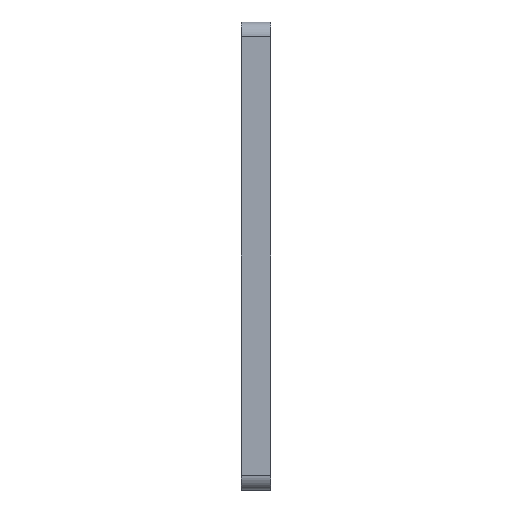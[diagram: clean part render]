
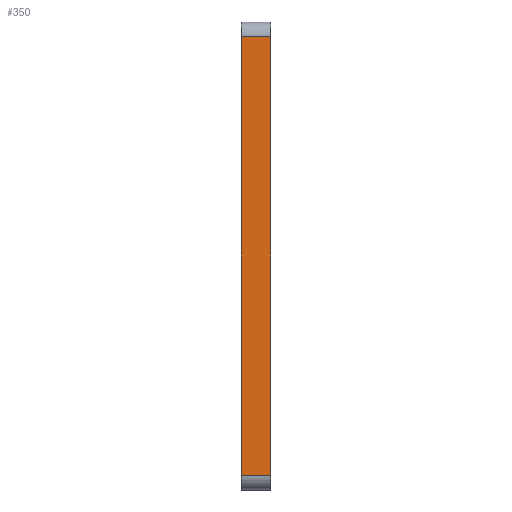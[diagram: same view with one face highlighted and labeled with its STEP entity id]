
A CAD part, left-side view. The second image highlights one B-rep face of the part: STEP entity #350.
In plain terms, the highlighted planar face has unit normal (-1, 0, 0).
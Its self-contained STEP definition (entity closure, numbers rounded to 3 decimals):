
#195 = VECTOR ( 'NONE', #1412, 1000. ) ;
#248 = VERTEX_POINT ( 'NONE', #2020 ) ;
#350 = ADVANCED_FACE ( 'NONE', ( #1182 ), #860, .F. ) ;
#488 = DIRECTION ( 'NONE',  ( 1., 0., 0. ) ) ;
#626 = EDGE_LOOP ( 'NONE', ( #2137, #930, #1984, #1710 ) ) ;
#661 = VERTEX_POINT ( 'NONE', #2042 ) ;
#746 = LINE ( 'NONE', #1588, #195 ) ;
#790 = DIRECTION ( 'NONE',  ( 0., 1., 0. ) ) ;
#838 = VECTOR ( 'NONE', #790, 1000. ) ;
#860 = PLANE ( 'NONE',  #1626 ) ;
#891 = EDGE_CURVE ( 'NONE', #1448, #1179, #1970, .T. ) ;
#914 = CARTESIAN_POINT ( 'NONE',  ( -100., -5., -115. ) ) ;
#930 = ORIENTED_EDGE ( 'NONE', *, *, #1447, .T. ) ;
#947 = CARTESIAN_POINT ( 'NONE',  ( -100., 5., -115. ) ) ;
#993 = LINE ( 'NONE', #2194, #1167 ) ;
#1167 = VECTOR ( 'NONE', #1850, 1000. ) ;
#1174 = DIRECTION ( 'NONE',  ( 0., 0., -1. ) ) ;
#1179 = VERTEX_POINT ( 'NONE', #914 ) ;
#1182 = FACE_OUTER_BOUND ( 'NONE', #626, .T. ) ;
#1225 = EDGE_CURVE ( 'NONE', #1179, #248, #746, .T. ) ;
#1299 = CARTESIAN_POINT ( 'NONE',  ( -100., 5., 35. ) ) ;
#1316 = DIRECTION ( 'NONE',  ( 0., -1., 0. ) ) ;
#1397 = EDGE_CURVE ( 'NONE', #1448, #661, #993, .T. ) ;
#1412 = DIRECTION ( 'NONE',  ( 0., 0., 1. ) ) ;
#1447 = EDGE_CURVE ( 'NONE', #248, #661, #1456, .T. ) ;
#1448 = VERTEX_POINT ( 'NONE', #947 ) ;
#1456 = LINE ( 'NONE', #1299, #838 ) ;
#1588 = CARTESIAN_POINT ( 'NONE',  ( -100., -5., 0. ) ) ;
#1626 = AXIS2_PLACEMENT_3D ( 'NONE', #2034, #488, #1174 ) ;
#1710 = ORIENTED_EDGE ( 'NONE', *, *, #891, .T. ) ;
#1850 = DIRECTION ( 'NONE',  ( 0., 0., 1. ) ) ;
#1970 = LINE ( 'NONE', #2204, #2138 ) ;
#1984 = ORIENTED_EDGE ( 'NONE', *, *, #1397, .F. ) ;
#2020 = CARTESIAN_POINT ( 'NONE',  ( -100., -5., 35. ) ) ;
#2034 = CARTESIAN_POINT ( 'NONE',  ( -100., 5., 0. ) ) ;
#2042 = CARTESIAN_POINT ( 'NONE',  ( -100., 5., 35. ) ) ;
#2137 = ORIENTED_EDGE ( 'NONE', *, *, #1225, .T. ) ;
#2138 = VECTOR ( 'NONE', #1316, 1000. ) ;
#2194 = CARTESIAN_POINT ( 'NONE',  ( -100., 5., 0. ) ) ;
#2204 = CARTESIAN_POINT ( 'NONE',  ( -100., 5., -115. ) ) ;
